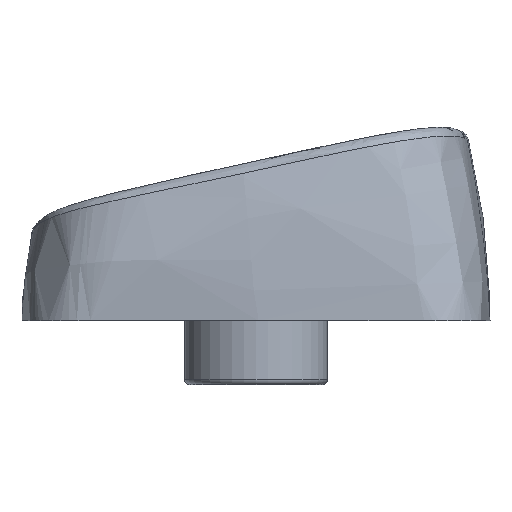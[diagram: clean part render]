
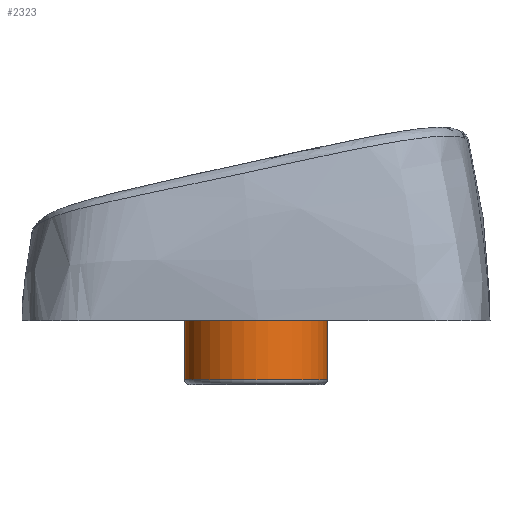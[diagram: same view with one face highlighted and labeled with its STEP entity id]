
A CAD part, left-side view. The second image highlights one B-rep face of the part: STEP entity #2323.
In plain terms, the highlighted cylindrical face has radius 2.75 mm (diameter 5.5 mm), a full revolution.
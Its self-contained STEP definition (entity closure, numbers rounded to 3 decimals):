
#266=FACE_OUTER_BOUND('',#392,.T.);
#392=EDGE_LOOP('',(#1831,#1832,#1833,#1834,#1835));
#517=CIRCLE('',#2520,2.75);
#518=CIRCLE('',#2521,2.75);
#523=CIRCLE('',#2528,2.75);
#659=LINE('',#3767,#818);
#818=VECTOR('',#3000,2.75);
#968=VERTEX_POINT('',#3727);
#969=VERTEX_POINT('',#3729);
#986=VERTEX_POINT('',#3766);
#1290=EDGE_CURVE('',#968,#969,#517,.T.);
#1291=EDGE_CURVE('',#969,#968,#518,.T.);
#1308=EDGE_CURVE('',#969,#986,#659,.T.);
#1309=EDGE_CURVE('',#986,#986,#523,.T.);
#1831=ORIENTED_EDGE('',*,*,#1291,.F.);
#1832=ORIENTED_EDGE('',*,*,#1308,.T.);
#1833=ORIENTED_EDGE('',*,*,#1309,.F.);
#1834=ORIENTED_EDGE('',*,*,#1308,.F.);
#1835=ORIENTED_EDGE('',*,*,#1290,.F.);
#2230=CYLINDRICAL_SURFACE('',#2527,2.75);
#2323=ADVANCED_FACE('',(#266),#2230,.T.);
#2520=AXIS2_PLACEMENT_3D('',#3730,#2972,#2973);
#2521=AXIS2_PLACEMENT_3D('',#3731,#2974,#2975);
#2527=AXIS2_PLACEMENT_3D('',#3765,#2998,#2999);
#2528=AXIS2_PLACEMENT_3D('',#3768,#3001,#3002);
#2972=DIRECTION('center_axis',(0.,0.,
-1.));
#2973=DIRECTION('ref_axis',(1.,0.,0.));
#2974=DIRECTION('center_axis',(0.,0.,
-1.));
#2975=DIRECTION('ref_axis',(1.,0.,0.));
#2998=DIRECTION('center_axis',(0.,0.,
-1.));
#2999=DIRECTION('ref_axis',(1.,0.,0.));
#3000=DIRECTION('',(0.,0.,1.));
#3001=DIRECTION('center_axis',(0.,0.,
1.));
#3002=DIRECTION('ref_axis',(1.,0.,0.));
#3727=CARTESIAN_POINT('',(-97.356,-9.525,-3.1));
#3729=CARTESIAN_POINT('',(-102.856,-9.525,-3.1));
#3730=CARTESIAN_POINT('Origin',(-100.106,-9.525,-3.1));
#3731=CARTESIAN_POINT('Origin',(-100.106,-9.525,-3.1));
#3765=CARTESIAN_POINT('Origin',(-100.106,-9.525,0.));
#3766=CARTESIAN_POINT('',(-102.856,-9.525,-0.25));
#3767=CARTESIAN_POINT('',(-102.856,-9.525,0.));
#3768=CARTESIAN_POINT('Origin',(-100.106,-9.525,-0.25));
